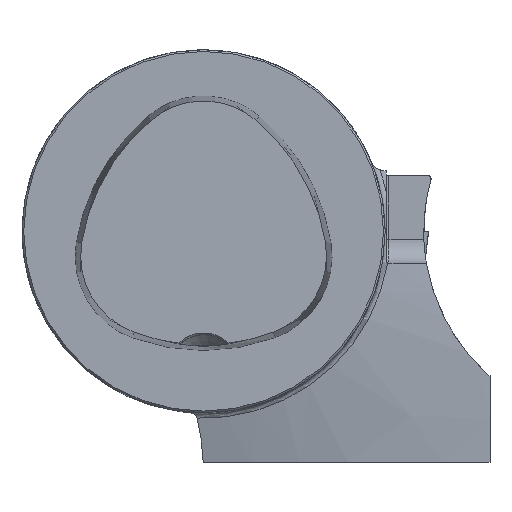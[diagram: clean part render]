
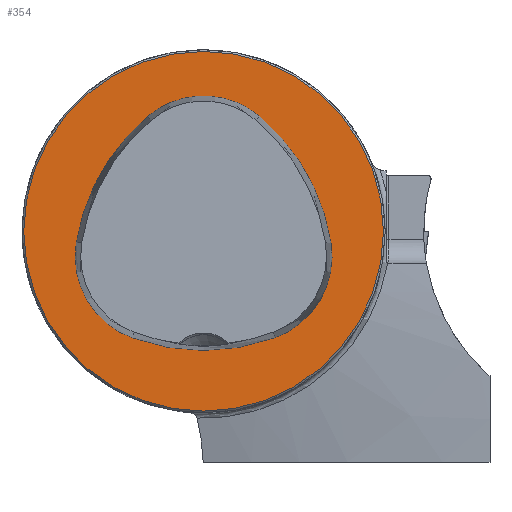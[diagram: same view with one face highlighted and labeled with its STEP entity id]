
A CAD part, top view. The second image highlights one B-rep face of the part: STEP entity #354.
In plain terms, the highlighted planar face has unit normal (0, 0, 1).
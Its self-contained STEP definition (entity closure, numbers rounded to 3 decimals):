
#124=FACE_BOUND('',#709,.T.);
#125=FACE_BOUND('',#710,.T.);
#354=ADVANCED_FACE('CU_E_LO_SU_1',(#124,#125),#486,.T.);
#486=PLANE('',#2891);
#709=EDGE_LOOP('',(#1029,#1030,#1031,#1032,#1033,#1034));
#710=EDGE_LOOP('',(#1035));
#853=CIRCLE('',#2882,36.075);
#855=CIRCLE('',#2885,36.075);
#856=CIRCLE('',#2886,15.075);
#857=CIRCLE('',#2887,36.075);
#858=CIRCLE('',#2888,15.075);
#859=CIRCLE('',#2889,15.075);
#860=CIRCLE('',#2890,31.2);
#1029=ORIENTED_EDGE('',*,*,#2060,.F.);
#1030=ORIENTED_EDGE('',*,*,#2061,.F.);
#1031=ORIENTED_EDGE('',*,*,#2062,.F.);
#1032=ORIENTED_EDGE('',*,*,#2063,.F.);
#1033=ORIENTED_EDGE('',*,*,#2057,.F.);
#1034=ORIENTED_EDGE('',*,*,#2064,.F.);
#1035=ORIENTED_EDGE('',*,*,#2065,.T.);
#1773=VERTEX_POINT('',#4322);
#1774=VERTEX_POINT('',#4324);
#1776=VERTEX_POINT('',#4330);
#1777=VERTEX_POINT('',#4331);
#1778=VERTEX_POINT('',#4333);
#1779=VERTEX_POINT('',#4335);
#1780=VERTEX_POINT('',#4339);
#2057=EDGE_CURVE('',#1773,#1774,#853,.T.);
#2060=EDGE_CURVE('',#1776,#1777,#855,.T.);
#2061=EDGE_CURVE('',#1778,#1776,#856,.T.);
#2062=EDGE_CURVE('',#1779,#1778,#857,.T.);
#2063=EDGE_CURVE('',#1774,#1779,#858,.T.);
#2064=EDGE_CURVE('',#1777,#1773,#859,.T.);
#2065=EDGE_CURVE('',#1780,#1780,#860,.T.);
#2882=AXIS2_PLACEMENT_3D('',#4323,#3175,#3176);
#2885=AXIS2_PLACEMENT_3D('',#4329,#3182,#3183);
#2886=AXIS2_PLACEMENT_3D('',#4332,#3184,#3185);
#2887=AXIS2_PLACEMENT_3D('',#4334,#3186,#3187);
#2888=AXIS2_PLACEMENT_3D('',#4336,#3188,#3189);
#2889=AXIS2_PLACEMENT_3D('',#4337,#3190,#3191);
#2890=AXIS2_PLACEMENT_3D('',#4338,#3192,#3193);
#2891=AXIS2_PLACEMENT_3D('',#4340,#3194,#3195);
#3175=DIRECTION('',(0.,0.,1.));
#3176=DIRECTION('',(1.,0.,0.));
#3182=DIRECTION('',(0.,0.,1.));
#3183=DIRECTION('',(1.,0.,0.));
#3184=DIRECTION('',(0.,0.,1.));
#3185=DIRECTION('',(1.,0.,0.));
#3186=DIRECTION('',(0.,0.,1.));
#3187=DIRECTION('',(1.,0.,0.));
#3188=DIRECTION('',(0.,0.,1.));
#3189=DIRECTION('',(1.,0.,0.));
#3190=DIRECTION('',(0.,0.,1.));
#3191=DIRECTION('',(1.,0.,0.));
#3192=DIRECTION('',(0.,0.,1.));
#3193=DIRECTION('',(1.,0.,0.));
#3194=DIRECTION('',(0.,0.,1.));
#3195=DIRECTION('',(1.,0.,0.));
#4322=CARTESIAN_POINT('',(-12.368,-18.489,0.));
#4323=CARTESIAN_POINT('',(0.,15.4,0.));
#4324=CARTESIAN_POINT('',(12.368,-18.489,0.));
#4329=CARTESIAN_POINT('',(13.535,-7.656,0.));
#4330=CARTESIAN_POINT('',(-9.716,19.927,0.));
#4331=CARTESIAN_POINT('',(-22.084,-1.937,0.));
#4332=CARTESIAN_POINT('',(0.,8.4,0.));
#4333=CARTESIAN_POINT('',(9.716,19.927,0.));
#4334=CARTESIAN_POINT('',(-13.535,-7.656,0.));
#4335=CARTESIAN_POINT('',(22.084,-1.937,0.));
#4336=CARTESIAN_POINT('',(7.2,-4.327,0.));
#4337=CARTESIAN_POINT('',(-7.2,-4.327,0.));
#4338=CARTESIAN_POINT('',(0.,0.,0.));
#4339=CARTESIAN_POINT('',(31.2,0.,0.));
#4340=CARTESIAN_POINT('',(0.,0.,0.));
